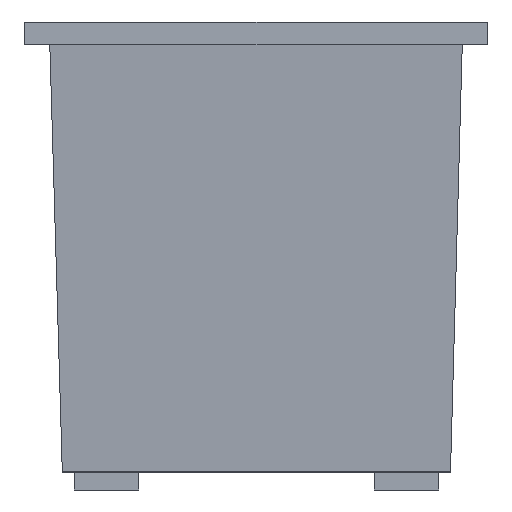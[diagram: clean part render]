
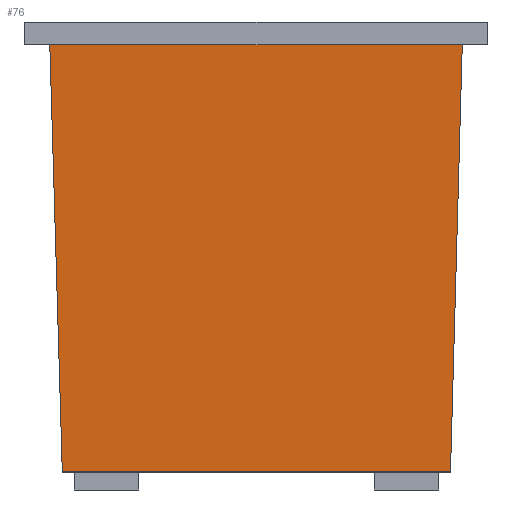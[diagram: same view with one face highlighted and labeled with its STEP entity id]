
A CAD part, left-side view. The second image highlights one B-rep face of the part: STEP entity #76.
In plain terms, the highlighted free-form (B-spline) face has degree [1, 1] with [2, 2] control points.
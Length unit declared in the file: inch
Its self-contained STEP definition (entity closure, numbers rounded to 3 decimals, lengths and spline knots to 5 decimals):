
#76=ADVANCED_FACE('',(#126),#642,.T.);
#126=FACE_OUTER_BOUND('',#176,.T.);
#176=EDGE_LOOP('',(#235,#236,#237,#238));
#235=ORIENTED_EDGE('',*,*,#447,.T.);
#236=ORIENTED_EDGE('',*,*,#449,.T.);
#237=ORIENTED_EDGE('',*,*,#443,.T.);
#238=ORIENTED_EDGE('',*,*,#450,.F.);
#443=EDGE_CURVE('',#562,#561,#670,.T.);
#447=EDGE_CURVE('',#566,#565,#674,.T.);
#449=EDGE_CURVE('',#565,#562,#676,.T.);
#450=EDGE_CURVE('',#566,#561,#677,.T.);
#561=VERTEX_POINT('',#933);
#562=VERTEX_POINT('',#934);
#565=VERTEX_POINT('',#937);
#566=VERTEX_POINT('',#938);
#642=B_SPLINE_SURFACE_WITH_KNOTS('',1,1,((#927,#928),(#929,#930)),
 .UNSPECIFIED.,.F.,.F.,.F.,(2,2),(2,2),(0.,5.65863),(-13.313,-8.122),
 .UNSPECIFIED.);
#670=B_SPLINE_CURVE_WITH_KNOTS('',1,(#947,#948),.UNSPECIFIED.,.F.,.F.,(2,
2),(-13.313,-8.122),.UNSPECIFIED.);
#674=B_SPLINE_CURVE_WITH_KNOTS('',1,(#955,#956),.UNSPECIFIED.,.F.,.F.,(2,
2),(8.122,13.313),.UNSPECIFIED.);
#676=B_SPLINE_CURVE_WITH_KNOTS('',1,(#959,#960),.UNSPECIFIED.,.F.,.F.,(2,
2),(0.,5.65863),.UNSPECIFIED.);
#677=B_SPLINE_CURVE_WITH_KNOTS('',1,(#961,#962),.UNSPECIFIED.,.F.,.F.,(2,
2),(0.,5.65863),.UNSPECIFIED.);
#927=CARTESIAN_POINT('',(-0.24279,5.03541,5.641));
#928=CARTESIAN_POINT('',(-0.24279,-0.15559,5.641));
#929=CARTESIAN_POINT('',(0.,4.87,-0.01));
#930=CARTESIAN_POINT('',(0.,0.,-0.01));
#933=CARTESIAN_POINT('',(0.,0.,-0.01));
#934=CARTESIAN_POINT('',(0.,4.87,-0.01));
#937=CARTESIAN_POINT('',(-0.24279,5.03541,5.641));
#938=CARTESIAN_POINT('',(-0.24279,-0.15559,5.641));
#947=CARTESIAN_POINT('',(0.,4.87,-0.01));
#948=CARTESIAN_POINT('',(0.,0.,-0.01));
#955=CARTESIAN_POINT('',(-0.24279,-0.15559,5.641));
#956=CARTESIAN_POINT('',(-0.24279,5.03541,5.641));
#959=CARTESIAN_POINT('',(-0.24279,5.03541,5.641));
#960=CARTESIAN_POINT('',(0.,4.87,-0.01));
#961=CARTESIAN_POINT('',(-0.24279,-0.15559,5.641));
#962=CARTESIAN_POINT('',(0.,0.,-0.01));
